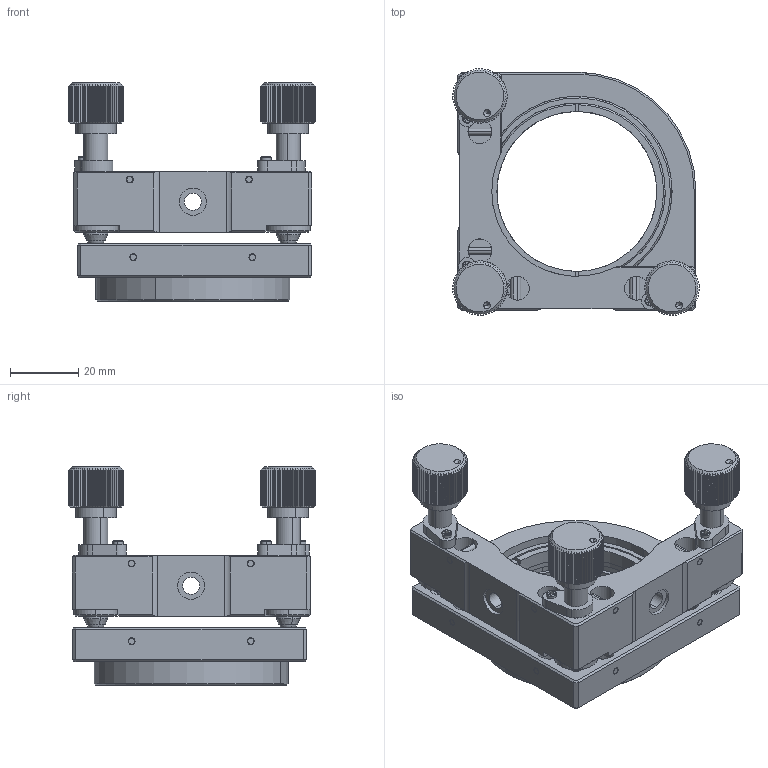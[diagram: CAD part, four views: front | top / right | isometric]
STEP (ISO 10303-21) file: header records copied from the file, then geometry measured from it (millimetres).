
FILE_DESCRIPTION (( 'STEP AP203' ), '1' );
FILE_NAME ('OMHS50-CS.STEP', '2018-12-10T02:42:51', ( '' ), ( '' ), 'SwSTEP 2.0', 'SolidWorks 2016', '' );
FILE_SCHEMA (( 'CONFIG_CONTROL_DESIGN' ));
Length unit declared in the file: millimetre
Products named in the file (1): OMHS50-CS
Bounding box: 72.5 x 72.5 x 64.3 mm (x, y, z)
Surface area: 33669.3 mm2 (no closed solid volume)
Topology: 0 solids, 40 shells, 1074 faces, 2995 edges, 1955 vertices
Faces by surface type: plane 526, cylinder 299, cone 243, torus 6
Entity records: 35672 total; most frequent: CARTESIAN_POINT 9108, ORIENTED_EDGE 5495, DIRECTION 5265, EDGE_CURVE 2989, AXIS2_PLACEMENT_3D 1990, VERTEX_POINT 1955, LINE 1285, VECTOR 1285
